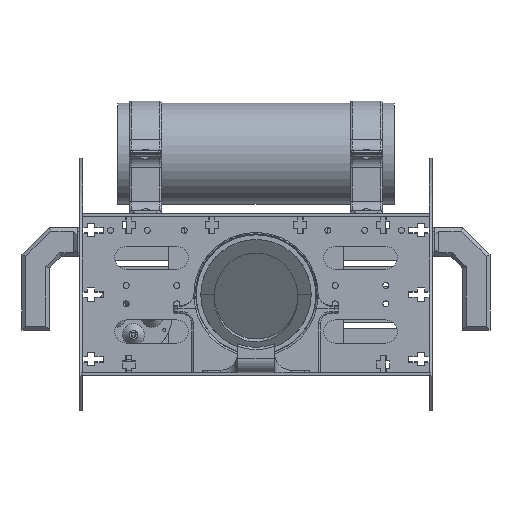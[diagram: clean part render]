
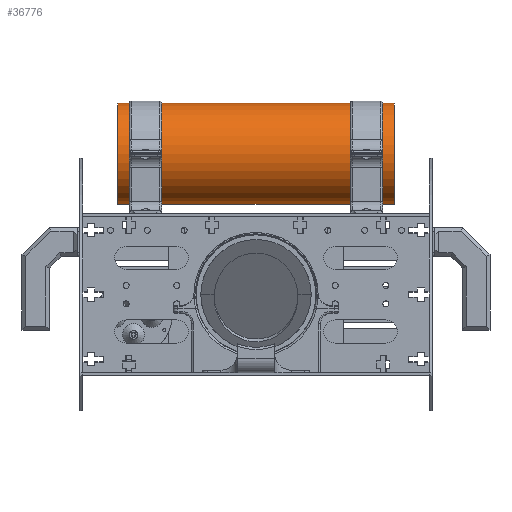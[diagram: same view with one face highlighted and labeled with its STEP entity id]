
A CAD part, front view. The second image highlights one B-rep face of the part: STEP entity #36776.
In plain terms, the highlighted cylindrical face has radius 55 mm (diameter 110 mm), a full revolution.
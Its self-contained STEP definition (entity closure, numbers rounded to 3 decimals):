
#674=LINE('',#54473,#4009);
#4009=VECTOR('',#43157,55.);
#7344=CYLINDRICAL_SURFACE('',#39152,55.);
#8995=FACE_OUTER_BOUND('',#11021,.T.);
#11021=EDGE_LOOP('',(#24828,#24829,#24830,#24831));
#13793=CIRCLE('',#39148,55.);
#13796=CIRCLE('',#39153,55.);
#15733=VERTEX_POINT('',#54462);
#15736=VERTEX_POINT('',#54471);
#19322=EDGE_CURVE('',#15733,#15733,#13793,.T.);
#19326=EDGE_CURVE('',#15736,#15736,#13796,.T.);
#19327=EDGE_CURVE('',#15736,#15733,#674,.T.);
#24828=ORIENTED_EDGE('',*,*,#19326,.F.);
#24829=ORIENTED_EDGE('',*,*,#19327,.T.);
#24830=ORIENTED_EDGE('',*,*,#19322,.F.);
#24831=ORIENTED_EDGE('',*,*,#19327,.F.);
#36776=ADVANCED_FACE('',(#8995),#7344,.T.);
#39148=AXIS2_PLACEMENT_3D('',#54463,#43144,#43145);
#39152=AXIS2_PLACEMENT_3D('',#54470,#43153,#43154);
#39153=AXIS2_PLACEMENT_3D('',#54472,#43155,#43156);
#43144=DIRECTION('center_axis',(-1.,0.,0.));
#43145=DIRECTION('ref_axis',(0.,1.,0.));
#43153=DIRECTION('center_axis',(1.,0.,0.));
#43154=DIRECTION('ref_axis',(0.,1.,0.));
#43155=DIRECTION('center_axis',(1.,0.,0.));
#43156=DIRECTION('ref_axis',(0.,1.,0.));
#43157=DIRECTION('',(-1.,0.,0.));
#54462=CARTESIAN_POINT('',(-150.,-55.,0.));
#54463=CARTESIAN_POINT('Origin',(-150.,0.,0.));
#54470=CARTESIAN_POINT('Origin',(0.,0.,0.));
#54471=CARTESIAN_POINT('',(150.,-55.,0.));
#54472=CARTESIAN_POINT('Origin',(150.,0.,0.));
#54473=CARTESIAN_POINT('',(0.,-55.,0.));
